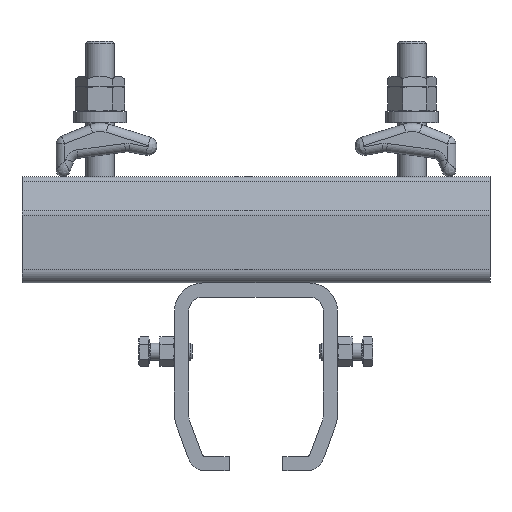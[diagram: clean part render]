
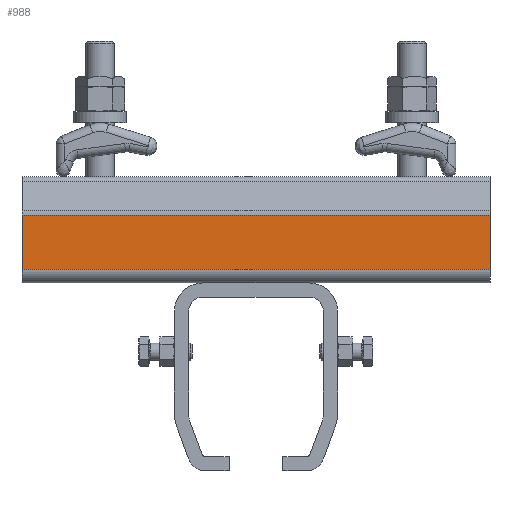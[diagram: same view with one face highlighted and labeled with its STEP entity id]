
A CAD part, front view. The second image highlights one B-rep face of the part: STEP entity #988.
In plain terms, the highlighted face is planar.
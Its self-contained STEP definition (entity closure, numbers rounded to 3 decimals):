
#988=ADVANCED_FACE('',(#1842),#1843,.F.);
#1842=FACE_OUTER_BOUND('',#3042,.T.);
#1843=PLANE('',#3043);
#3042=EDGE_LOOP('',(#4886,#4887,#4888,#4889));
#3043=AXIS2_PLACEMENT_3D('',#4890,#4891,#4892);
#4886=ORIENTED_EDGE('',*,*,#5764,.T.);
#4887=ORIENTED_EDGE('',*,*,#5965,.F.);
#4888=ORIENTED_EDGE('',*,*,#5281,.F.);
#4889=ORIENTED_EDGE('',*,*,#5780,.T.);
#4890=CARTESIAN_POINT('',(40.,27.361,330.));
#4891=DIRECTION('',(-1.,0.,0.));
#4892=DIRECTION('',(0.,1.,0.));
#5281=EDGE_CURVE('',#6073,#6075,#6076,.T.);
#5764=EDGE_CURVE('',#6845,#6843,#6846,.T.);
#5780=EDGE_CURVE('',#6073,#6845,#6865,.T.);
#5965=EDGE_CURVE('',#6075,#6843,#7086,.T.);
#6073=VERTEX_POINT('',#7225);
#6075=VERTEX_POINT('',#7227);
#6076=LINE('',#7228,#7229);
#6843=VERTEX_POINT('',#8646);
#6845=VERTEX_POINT('',#8648);
#6846=LINE('',#8649,#8650);
#6865=LINE('',#8676,#8677);
#7086=LINE('',#9222,#9223);
#7225=CARTESIAN_POINT('',(40.,27.361,330.));
#7227=CARTESIAN_POINT('',(40.,65.5,330.));
#7228=CARTESIAN_POINT('',(40.,27.361,330.));
#7229=VECTOR('',#9378,1.);
#8646=CARTESIAN_POINT('',(40.,65.5,0.));
#8648=CARTESIAN_POINT('',(40.,27.361,0.));
#8649=CARTESIAN_POINT('',(40.,27.361,0.));
#8650=VECTOR('',#9983,1.);
#8676=CARTESIAN_POINT('',(40.,27.361,330.));
#8677=VECTOR('',#10006,1.);
#9222=CARTESIAN_POINT('',(40.,65.5,330.));
#9223=VECTOR('',#10153,1.);
#9378=DIRECTION('',(0.,1.,0.));
#9983=DIRECTION('',(0.,1.,0.));
#10006=DIRECTION('',(0.,0.,-1.));
#10153=DIRECTION('',(0.,0.,-1.));
